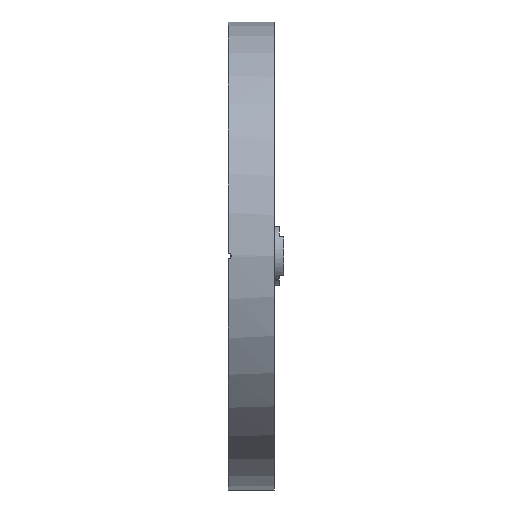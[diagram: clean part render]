
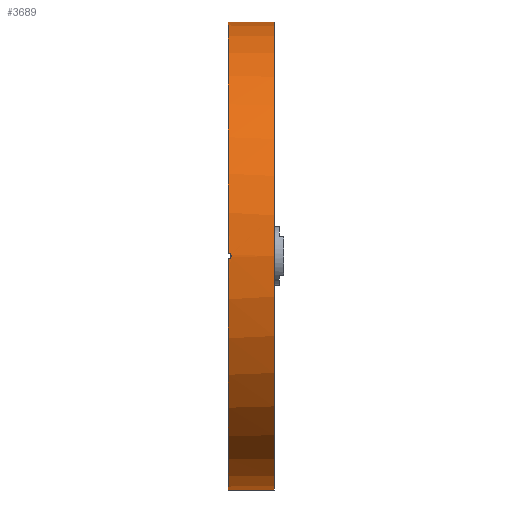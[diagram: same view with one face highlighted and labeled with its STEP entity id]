
A CAD part, left-side view. The second image highlights one B-rep face of the part: STEP entity #3689.
In plain terms, the highlighted cylindrical face has radius 76.2 mm (diameter 152.4 mm), a partial arc.
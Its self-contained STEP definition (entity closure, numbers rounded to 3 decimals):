
#6 = VERTEX_POINT ( 'NONE', #5388 ) ;
#34 = CIRCLE ( 'NONE', #634, 76.2 ) ;
#64 = CARTESIAN_POINT ( 'NONE',  ( -76.193, 0., 1. ) ) ;
#101 = CARTESIAN_POINT ( 'NONE',  ( -76.2, -0.974, -0.261 ) ) ;
#251 = CARTESIAN_POINT ( 'NONE',  ( 0., 0., 76.2 ) ) ;
#316 = LINE ( 'NONE', #5467, #7098 ) ;
#416 = FACE_OUTER_BOUND ( 'NONE', #5482, .T. ) ;
#590 = VERTEX_POINT ( 'NONE', #1755 ) ;
#634 = AXIS2_PLACEMENT_3D ( 'NONE', #5479, #1545, #6125 ) ;
#726 = CARTESIAN_POINT ( 'NONE',  ( -76.193, -0.132, 1. ) ) ;
#752 = CARTESIAN_POINT ( 'NONE',  ( -76.198, -0.801, -0.613 ) ) ;
#837 = EDGE_CURVE ( 'NONE', #6735, #943, #3809, .T. ) ;
#870 = CARTESIAN_POINT ( 'NONE',  ( 0., -15., 0. ) ) ;
#892 = DIRECTION ( 'NONE',  ( 0., 1., 0. ) ) ;
#943 = VERTEX_POINT ( 'NONE', #2360 ) ;
#1004 = VERTEX_POINT ( 'NONE', #7645 ) ;
#1223 = EDGE_CURVE ( 'NONE', #1004, #6, #34, .T. ) ;
#1310 = CIRCLE ( 'NONE', #2290, 76.2 ) ;
#1397 = CARTESIAN_POINT ( 'NONE',  ( -76.193, -0.264, -1. ) ) ;
#1545 = DIRECTION ( 'NONE',  ( 0., 1., 0. ) ) ;
#1558 = DIRECTION ( 'NONE',  ( 0., 1., 0. ) ) ;
#1755 = CARTESIAN_POINT ( 'NONE',  ( 0., 0., -76.2 ) ) ;
#1996 = DIRECTION ( 'NONE',  ( 0., 1., 0. ) ) ;
#2017 = ORIENTED_EDGE ( 'NONE', *, *, #5158, .F. ) ;
#2058 = CARTESIAN_POINT ( 'NONE',  ( -76.195, -0.504, 0.874 ) ) ;
#2154 = VECTOR ( 'NONE', #1996, 1000. ) ;
#2290 = AXIS2_PLACEMENT_3D ( 'NONE', #7549, #3612, #8213 ) ;
#2360 = CARTESIAN_POINT ( 'NONE',  ( -76.193, 0., -1. ) ) ;
#2705 = CARTESIAN_POINT ( 'NONE',  ( -76.198, -0.799, 0.615 ) ) ;
#3353 = CARTESIAN_POINT ( 'NONE',  ( -76.2, -0.974, 0.263 ) ) ;
#3612 = DIRECTION ( 'NONE',  ( 0., 1., 0. ) ) ;
#3689 = ADVANCED_FACE ( 'NONE', ( #416 ), #3695, .T. ) ;
#3695 = CYLINDRICAL_SURFACE ( 'NONE', #6947, 76.2 ) ;
#3809 = B_SPLINE_CURVE_WITH_KNOTS ( 'NONE', 3,
 ( #64, #726, #7947, #2058, #6632, #2705, #7311, #3353, #7965, #4027, #101, #4660, #752, #5354, #1397, #6002 ),
 .UNSPECIFIED., .F., .F.,
 ( 4, 2, 2, 2, 2, 2, 2, 4 ),
 ( 0., 0., 0.001, 0.001, 0.002, 0.002, 0.002, 0.003 ),
 .UNSPECIFIED. ) ;
#3858 = ORIENTED_EDGE ( 'NONE', *, *, #837, .T. ) ;
#4027 = CARTESIAN_POINT ( 'NONE',  ( -76.2, -1., -0.13 ) ) ;
#4239 = EDGE_CURVE ( 'NONE', #590, #943, #7388, .T. ) ;
#4397 = AXIS2_PLACEMENT_3D ( 'NONE', #4826, #892, #5489 ) ;
#4605 = CARTESIAN_POINT ( 'NONE',  ( -76.193, 0., 1. ) ) ;
#4660 = CARTESIAN_POINT ( 'NONE',  ( -76.198, -0.874, -0.503 ) ) ;
#4743 = ORIENTED_EDGE ( 'NONE', *, *, #1223, .T. ) ;
#4826 = CARTESIAN_POINT ( 'NONE',  ( 0., 0., 0. ) ) ;
#5158 = EDGE_CURVE ( 'NONE', #1004, #590, #316, .T. ) ;
#5354 = CARTESIAN_POINT ( 'NONE',  ( -76.195, -0.521, -0.893 ) ) ;
#5388 = CARTESIAN_POINT ( 'NONE',  ( 0., -15., 76.2 ) ) ;
#5467 = CARTESIAN_POINT ( 'NONE',  ( 0., -15., -76.2 ) ) ;
#5479 = CARTESIAN_POINT ( 'NONE',  ( 0., -15., 0. ) ) ;
#5482 = EDGE_LOOP ( 'NONE', ( #2017, #4743, #7487, #8054, #3858, #7985 ) ) ;
#5489 = DIRECTION ( 'NONE',  ( 0., 0., 1. ) ) ;
#5497 = DIRECTION ( 'NONE',  ( 0., 1., 0. ) ) ;
#5513 = EDGE_CURVE ( 'NONE', #6735, #6139, #1310, .T. ) ;
#5894 = EDGE_CURVE ( 'NONE', #6, #6139, #7800, .T. ) ;
#6002 = CARTESIAN_POINT ( 'NONE',  ( -76.193, 0., -1. ) ) ;
#6125 = DIRECTION ( 'NONE',  ( 0., 0., 1. ) ) ;
#6139 = VERTEX_POINT ( 'NONE', #251 ) ;
#6583 = CARTESIAN_POINT ( 'NONE',  ( 0., -15., 76.2 ) ) ;
#6632 = CARTESIAN_POINT ( 'NONE',  ( -76.196, -0.615, 0.799 ) ) ;
#6735 = VERTEX_POINT ( 'NONE', #4605 ) ;
#6830 = DIRECTION ( 'NONE',  ( 0., 0., 1. ) ) ;
#6947 = AXIS2_PLACEMENT_3D ( 'NONE', #870, #5497, #6830 ) ;
#7098 = VECTOR ( 'NONE', #1558, 1000. ) ;
#7311 = CARTESIAN_POINT ( 'NONE',  ( -76.198, -0.874, 0.503 ) ) ;
#7388 = CIRCLE ( 'NONE', #4397, 76.2 ) ;
#7487 = ORIENTED_EDGE ( 'NONE', *, *, #5894, .T. ) ;
#7549 = CARTESIAN_POINT ( 'NONE',  ( 0., 0., 0. ) ) ;
#7645 = CARTESIAN_POINT ( 'NONE',  ( 0., -15., -76.2 ) ) ;
#7800 = LINE ( 'NONE', #6583, #2154 ) ;
#7947 = CARTESIAN_POINT ( 'NONE',  ( -76.194, -0.262, 0.974 ) ) ;
#7965 = CARTESIAN_POINT ( 'NONE',  ( -76.2, -1., 0.131 ) ) ;
#7985 = ORIENTED_EDGE ( 'NONE', *, *, #4239, .F. ) ;
#8054 = ORIENTED_EDGE ( 'NONE', *, *, #5513, .F. ) ;
#8213 = DIRECTION ( 'NONE',  ( 0., 0., 1. ) ) ;
